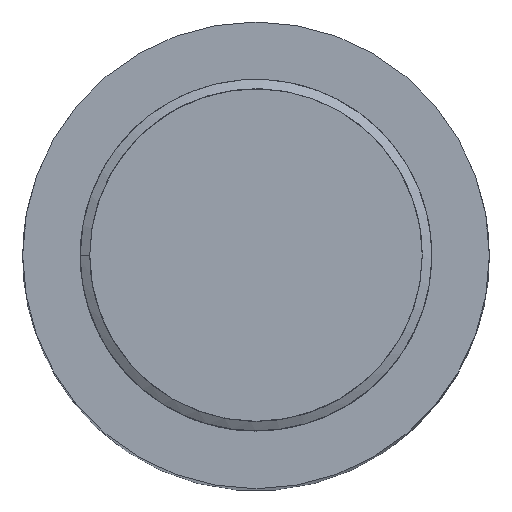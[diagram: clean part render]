
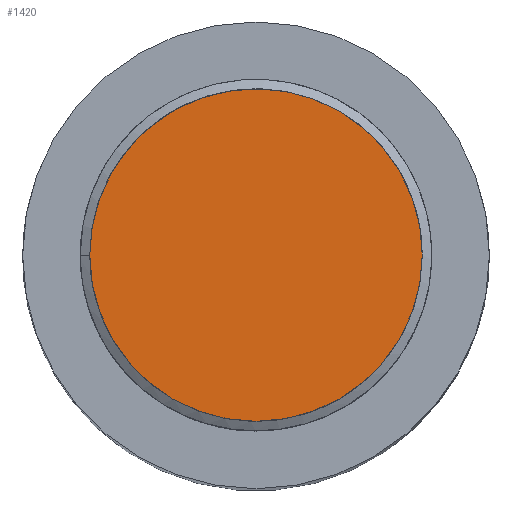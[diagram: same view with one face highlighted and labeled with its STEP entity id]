
A CAD part, top view. The second image highlights one B-rep face of the part: STEP entity #1420.
In plain terms, the highlighted planar face has unit normal (0, 0, 1).
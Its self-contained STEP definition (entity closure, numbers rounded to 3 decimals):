
#67 = CIRCLE ( 'NONE', #413, 14.25 ) ;
#177 = DIRECTION ( 'NONE',  ( 0., 0., 1. ) ) ;
#350 = CIRCLE ( 'NONE', #1799, 14.25 ) ;
#413 = AXIS2_PLACEMENT_3D ( 'NONE', #1920, #1056, #1949 ) ;
#473 = DIRECTION ( 'NONE',  ( 1., 0., 0. ) ) ;
#498 = VERTEX_POINT ( 'NONE', #943 ) ;
#884 = EDGE_CURVE ( 'NONE', #498, #1474, #350, .T. ) ;
#885 = CARTESIAN_POINT ( 'NONE',  ( -14.25, 0., 120. ) ) ;
#943 = CARTESIAN_POINT ( 'NONE',  ( 14.25, 0., 120. ) ) ;
#977 = EDGE_LOOP ( 'NONE', ( #1118, #2233 ) ) ;
#1046 = DIRECTION ( 'NONE',  ( 1., 0., 0. ) ) ;
#1056 = DIRECTION ( 'NONE',  ( 0., 0., 1. ) ) ;
#1118 = ORIENTED_EDGE ( 'NONE', *, *, #1309, .T. ) ;
#1255 = CARTESIAN_POINT ( 'NONE',  ( 0., 0., 120. ) ) ;
#1309 = EDGE_CURVE ( 'NONE', #1474, #498, #67, .T. ) ;
#1370 = AXIS2_PLACEMENT_3D ( 'NONE', #1255, #177, #1046 ) ;
#1420 = ADVANCED_FACE ( 'NONE', ( #1535 ), #2806, .T. ) ;
#1474 = VERTEX_POINT ( 'NONE', #885 ) ;
#1535 = FACE_OUTER_BOUND ( 'NONE', #977, .T. ) ;
#1790 = DIRECTION ( 'NONE',  ( 0., 0., 1. ) ) ;
#1799 = AXIS2_PLACEMENT_3D ( 'NONE', #2213, #1790, #473 ) ;
#1920 = CARTESIAN_POINT ( 'NONE',  ( 0., 0., 120. ) ) ;
#1949 = DIRECTION ( 'NONE',  ( 1., 0., 0. ) ) ;
#2213 = CARTESIAN_POINT ( 'NONE',  ( 0., 0., 120. ) ) ;
#2233 = ORIENTED_EDGE ( 'NONE', *, *, #884, .T. ) ;
#2806 = PLANE ( 'NONE',  #1370 ) ;
